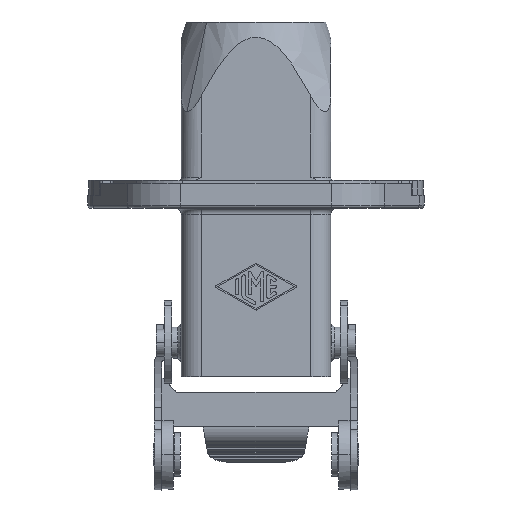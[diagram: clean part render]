
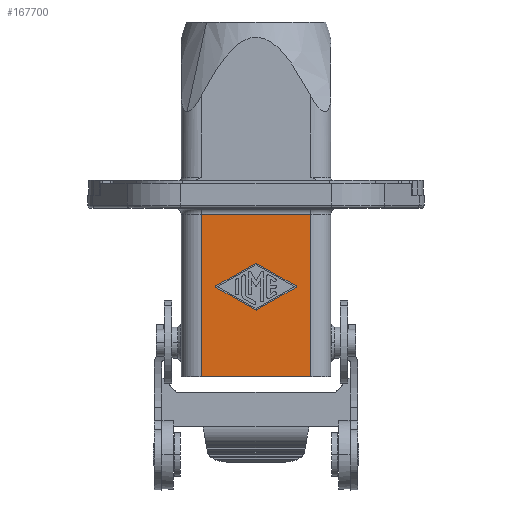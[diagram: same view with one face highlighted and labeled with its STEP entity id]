
A CAD part, front view. The second image highlights one B-rep face of the part: STEP entity #167700.
In plain terms, the highlighted planar face has unit normal (0, -1, 0).
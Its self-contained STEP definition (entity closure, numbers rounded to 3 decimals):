
#39500=CARTESIAN_POINT('',(-39.952,28.359,55.082)
);
#39510=DIRECTION('',(0.,-1.,0.));
#39520=DIRECTION('',(1.,0.,0.));
#39530=AXIS2_PLACEMENT_3D('',#39500,#39510,#39520);
#39540=PLANE('',#39530);
#48670=CARTESIAN_POINT('',(51.266,28.359,26.1));
#48680=VERTEX_POINT('',#48670);
#48880=CARTESIAN_POINT('',(0.,28.359,26.1));
#48890=DIRECTION('',(-1.,0.,0.));
#48900=VECTOR('',#48890,1.);
#48910=LINE('',#48880,#48900);
#48920=CARTESIAN_POINT('',(33.666,28.359,26.1));
#48930=VERTEX_POINT('',#48920);
#48940=EDGE_CURVE('',#48680,#48930,#48910,.T.);
#72860=CARTESIAN_POINT('',(33.666,28.359,0.));
#72870=VERTEX_POINT('',#72860);
#72900=CARTESIAN_POINT('',(0.,28.359,0.));
#72910=DIRECTION('',(-1.,0.,0.));
#72920=VECTOR('',#72910,1.);
#72930=LINE('',#72900,#72920);
#72940=CARTESIAN_POINT('',(51.266,28.359,0.));
#72950=VERTEX_POINT('',#72940);
#72960=EDGE_CURVE('',#72950,#72870,#72930,.T.);
#74160=CARTESIAN_POINT('',(51.266,28.359,0.));
#74170=DIRECTION('',(0.,0.,1.));
#74180=VECTOR('',#74170,1.);
#74190=LINE('',#74160,#74180);
#83360=CARTESIAN_POINT('',(33.666,28.359,0.));
#83370=DIRECTION('',(0.,0.,-1.));
#83380=VECTOR('',#83370,1.);
#83390=LINE('',#83360,#83380);
#83480=EDGE_CURVE('',#72950,#48680,#74190,.T.);
#87880=EDGE_CURVE('',#48930,#72870,#83390,.T.);
#166940=ORIENTED_EDGE('',*,*,#48940,.T.);
#166950=ORIENTED_EDGE('',*,*,#83480,.T.);
#166960=ORIENTED_EDGE('',*,*,#72960,.F.);
#166970=ORIENTED_EDGE('',*,*,#87880,.T.);
#166980=EDGE_LOOP('',(#166970,#166960,#166950,#166940));
#166990=FACE_OUTER_BOUND('',#166980,.T.);
#167000=CARTESIAN_POINT('',(42.466,28.359,11.));
#167010=DIRECTION('',(0.,-1.,0.));
#167020=DIRECTION('',(1.,0.,0.));
#167030=AXIS2_PLACEMENT_3D('',#167000,#167010,#167020);
#167040=CIRCLE('',#167030,0.25);
#167050=CARTESIAN_POINT('',(42.342,28.359,10.783)
);
#167060=VERTEX_POINT('',#167050);
#167070=CARTESIAN_POINT('',(42.59,28.359,10.783)
);
#167080=VERTEX_POINT('',#167070);
#167090=EDGE_CURVE('',#167060,#167080,#167040,.T.);
#167100=ORIENTED_EDGE('',*,*,#167090,.F.);
#167110=CARTESIAN_POINT('',(0.,28.359,-13.561));
#167120=DIRECTION('',(0.868,0.,
0.496));
#167130=VECTOR('',#167120,1.);
#167140=LINE('',#167110,#167130);
#167150=CARTESIAN_POINT('',(48.903,28.359,14.391)
);
#167160=VERTEX_POINT('',#167150);
#167170=EDGE_CURVE('',#167080,#167160,#167140,.T.);
#167180=ORIENTED_EDGE('',*,*,#167170,.F.);
#167190=CARTESIAN_POINT('',(48.841,28.359,14.5));
#167200=DIRECTION('',(0.,-1.,0.));
#167210=DIRECTION('',(1.,0.,0.));
#167220=AXIS2_PLACEMENT_3D('',#167190,#167200,#167210);
#167230=CIRCLE('',#167220,0.125);
#167240=CARTESIAN_POINT('',(48.903,28.359,14.609)
);
#167250=VERTEX_POINT('',#167240);
#167260=EDGE_CURVE('',#167160,#167250,#167230,.T.);
#167270=ORIENTED_EDGE('',*,*,#167260,.F.);
#167280=CARTESIAN_POINT('',(0.,28.359,42.561));
#167290=DIRECTION('',(-0.868,0.,
0.496));
#167300=VECTOR('',#167290,1.);
#167310=LINE('',#167280,#167300);
#167320=CARTESIAN_POINT('',(42.59,28.359,18.217)
);
#167330=VERTEX_POINT('',#167320);
#167340=EDGE_CURVE('',#167250,#167330,#167310,.T.);
#167350=ORIENTED_EDGE('',*,*,#167340,.F.);
#167360=CARTESIAN_POINT('',(42.466,28.359,18.));
#167370=DIRECTION('',(0.,-1.,0.));
#167380=DIRECTION('',(1.,0.,0.));
#167390=AXIS2_PLACEMENT_3D('',#167360,#167370,#167380);
#167400=CIRCLE('',#167390,0.25);
#167410=CARTESIAN_POINT('',(42.342,28.359,18.217)
);
#167420=VERTEX_POINT('',#167410);
#167430=EDGE_CURVE('',#167330,#167420,#167400,.T.);
#167440=ORIENTED_EDGE('',*,*,#167430,.F.);
#167450=CARTESIAN_POINT('',(0.,28.359,-5.985));
#167460=DIRECTION('',(-0.868,0.,
-0.496));
#167470=VECTOR('',#167460,1.);
#167480=LINE('',#167450,#167470);
#167490=CARTESIAN_POINT('',(36.029,28.359,14.609)
);
#167500=VERTEX_POINT('',#167490);
#167510=EDGE_CURVE('',#167420,#167500,#167480,.T.);
#167520=ORIENTED_EDGE('',*,*,#167510,.F.);
#167530=CARTESIAN_POINT('',(36.091,28.359,14.5));
#167540=DIRECTION('',(0.,-1.,0.));
#167550=DIRECTION('',(1.,0.,0.));
#167560=AXIS2_PLACEMENT_3D('',#167530,#167540,#167550);
#167570=CIRCLE('',#167560,0.125);
#167580=CARTESIAN_POINT('',(36.029,28.359,14.391)
);
#167590=VERTEX_POINT('',#167580);
#167600=EDGE_CURVE('',#167500,#167590,#167570,.T.);
#167610=ORIENTED_EDGE('',*,*,#167600,.F.);
#167620=CARTESIAN_POINT('',(0.,28.359,34.985));
#167630=DIRECTION('',(0.868,0.,
-0.496));
#167640=VECTOR('',#167630,1.);
#167650=LINE('',#167620,#167640);
#167660=EDGE_CURVE('',#167590,#167060,#167650,.T.);
#167670=ORIENTED_EDGE('',*,*,#167660,.F.);
#167680=EDGE_LOOP('',(#167670,#167610,#167520,#167440,#167350,#167270,
#167180,#167100));
#167690=FACE_BOUND('',#167680,.T.);
#167700=ADVANCED_FACE('',(#166990,#167690),#39540,.T.);
